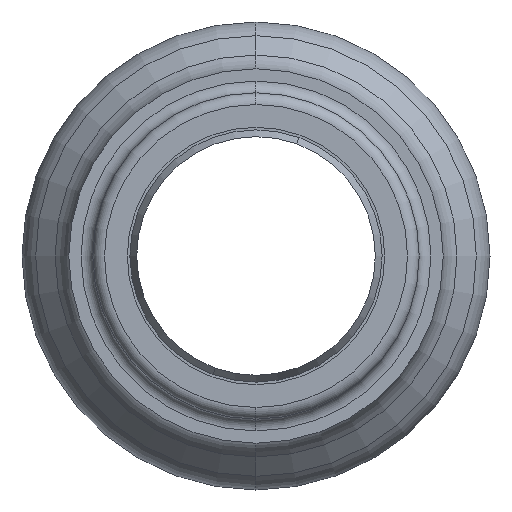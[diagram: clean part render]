
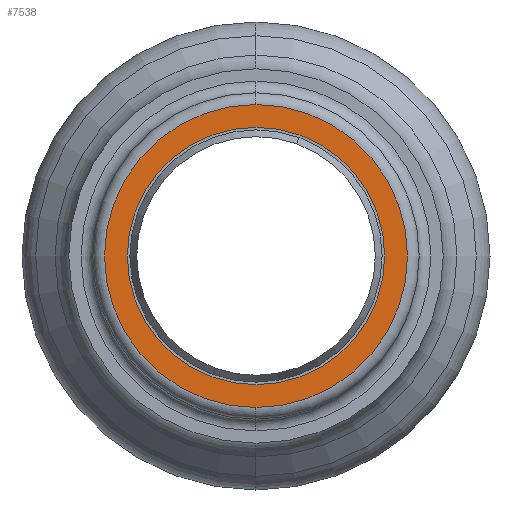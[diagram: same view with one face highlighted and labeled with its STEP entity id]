
A CAD part, left-side view. The second image highlights one B-rep face of the part: STEP entity #7538.
In plain terms, the highlighted planar face has unit normal (-1, 0, 0).
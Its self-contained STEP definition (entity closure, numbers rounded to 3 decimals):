
#23 = ORIENTED_EDGE ( 'NONE', *, *, #4888, .F. ) ;
#317 = AXIS2_PLACEMENT_3D ( 'NONE', #4139, #409, #4755 ) ;
#407 = CARTESIAN_POINT ( 'NONE',  ( 0., 0., 5.5 ) ) ;
#409 = DIRECTION ( 'NONE',  ( -1., 0., 0. ) ) ;
#750 = AXIS2_PLACEMENT_3D ( 'NONE', #1990, #6368, #2639 ) ;
#1065 = CIRCLE ( 'NONE', #4654, 6.475 ) ;
#1091 = CARTESIAN_POINT ( 'NONE',  ( 0., 0., -5.5 ) ) ;
#1253 = FACE_OUTER_BOUND ( 'NONE', #3937, .T. ) ;
#1360 = AXIS2_PLACEMENT_3D ( 'NONE', #6692, #2950, #7367 ) ;
#1870 = EDGE_CURVE ( 'NONE', #6921, #6409, #1065, .T. ) ;
#1925 = CIRCLE ( 'NONE', #7249, 6.475 ) ;
#1990 = CARTESIAN_POINT ( 'NONE',  ( 0., 0., 0. ) ) ;
#2017 = DIRECTION ( 'NONE',  ( -1., 0., 0. ) ) ;
#2031 = EDGE_CURVE ( 'NONE', #6409, #6921, #1925, .T. ) ;
#2588 = CARTESIAN_POINT ( 'NONE',  ( 0., 0., 0. ) ) ;
#2639 = DIRECTION ( 'NONE',  ( 0., 0., -1. ) ) ;
#2950 = DIRECTION ( 'NONE',  ( -1., 0., 0. ) ) ;
#3213 = DIRECTION ( 'NONE',  ( 0., 0., 1. ) ) ;
#3755 = VERTEX_POINT ( 'NONE', #1091 ) ;
#3937 = EDGE_LOOP ( 'NONE', ( #4889, #6986 ) ) ;
#4017 = EDGE_CURVE ( 'NONE', #3755, #4537, #6873, .T. ) ;
#4139 = CARTESIAN_POINT ( 'NONE',  ( 0., 0., 0. ) ) ;
#4537 = VERTEX_POINT ( 'NONE', #407 ) ;
#4654 = AXIS2_PLACEMENT_3D ( 'NONE', #2588, #6972, #3213 ) ;
#4755 = DIRECTION ( 'NONE',  ( 0., 0., 1. ) ) ;
#4888 = EDGE_CURVE ( 'NONE', #4537, #3755, #5958, .T. ) ;
#4889 = ORIENTED_EDGE ( 'NONE', *, *, #2031, .T. ) ;
#5329 = EDGE_LOOP ( 'NONE', ( #23, #6703 ) ) ;
#5707 = PLANE ( 'NONE',  #750 ) ;
#5763 = CARTESIAN_POINT ( 'NONE',  ( 0., 0., 0. ) ) ;
#5958 = CIRCLE ( 'NONE', #317, 5.5 ) ;
#6368 = DIRECTION ( 'NONE',  ( 1., 0., 0. ) ) ;
#6394 = DIRECTION ( 'NONE',  ( 0., 0., 1. ) ) ;
#6409 = VERTEX_POINT ( 'NONE', #7186 ) ;
#6692 = CARTESIAN_POINT ( 'NONE',  ( 0., 0., 0. ) ) ;
#6703 = ORIENTED_EDGE ( 'NONE', *, *, #4017, .F. ) ;
#6801 = CARTESIAN_POINT ( 'NONE',  ( 0., 0., -6.475 ) ) ;
#6849 = FACE_BOUND ( 'NONE', #5329, .T. ) ;
#6873 = CIRCLE ( 'NONE', #1360, 5.5 ) ;
#6921 = VERTEX_POINT ( 'NONE', #6801 ) ;
#6972 = DIRECTION ( 'NONE',  ( -1., 0., 0. ) ) ;
#6986 = ORIENTED_EDGE ( 'NONE', *, *, #1870, .T. ) ;
#7186 = CARTESIAN_POINT ( 'NONE',  ( 0., 0., 6.475 ) ) ;
#7249 = AXIS2_PLACEMENT_3D ( 'NONE', #5763, #2017, #6394 ) ;
#7367 = DIRECTION ( 'NONE',  ( 0., 0., 1. ) ) ;
#7538 = ADVANCED_FACE ( 'NONE', ( #1253, #6849 ), #5707, .F. ) ;
